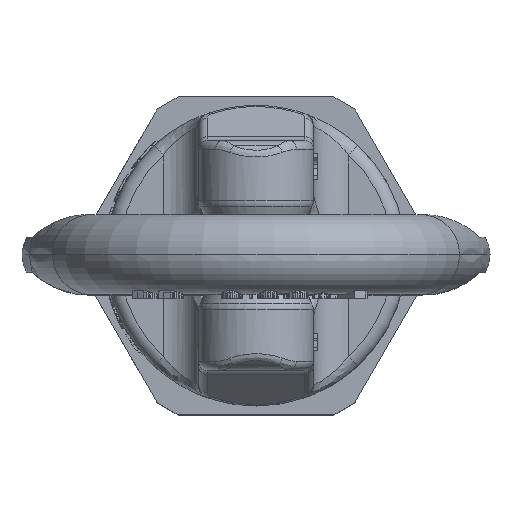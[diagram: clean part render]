
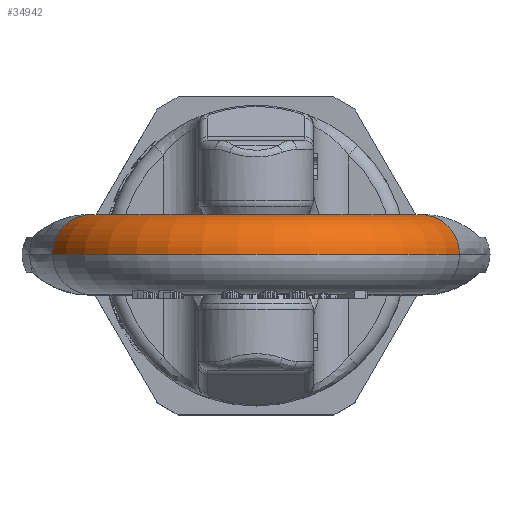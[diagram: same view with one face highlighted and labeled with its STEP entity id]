
A CAD part, top view. The second image highlights one B-rep face of the part: STEP entity #34942.
In plain terms, the highlighted toroidal (fillet/blend) face has major radius 19.5 mm and minor radius 4.5 mm.
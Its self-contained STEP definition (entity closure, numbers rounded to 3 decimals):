
#27835=CARTESIAN_POINT('',(-50.,0.,0.));
#27836=DIRECTION('',(0.,0.,1.));
#27837=DIRECTION('',(-0.28,0.96,0.));
#27838=AXIS2_PLACEMENT_3D('',#27835,#27836,#27837);
#29215=CARTESIAN_POINT('',(-55.46,-18.72,0.));
#29216=DIRECTION('',(0.96,-0.28,0.));
#29217=DIRECTION('',(-0.28,-0.96,0.));
#29218=AXIS2_PLACEMENT_3D('',#29215,#29216,#29217);
#29776=CARTESIAN_POINT('',(-55.46,18.72,0.));
#29777=DIRECTION('',(-0.96,-0.28,0.));
#29778=DIRECTION('',(-0.28,0.96,0.));
#29779=AXIS2_PLACEMENT_3D('',#29776,#29777,#29778);
#29781=CARTESIAN_POINT('',(-50.,0.,0.));
#29782=DIRECTION('',(0.,0.,1.));
#29783=DIRECTION('',(-0.28,0.96,0.));
#29784=AXIS2_PLACEMENT_3D('',#29781,#29782,#29783);
#33002=CARTESIAN_POINT('',(-54.2,14.4,0.));
#33003=CARTESIAN_POINT('',(-56.72,23.04,0.));
#33004=VERTEX_POINT('',#33002);
#33005=VERTEX_POINT('',#33003);
#33006=CARTESIAN_POINT('',(-54.2,-14.4,0.));
#33007=CARTESIAN_POINT('',(-56.72,-23.04,0.));
#33008=VERTEX_POINT('',#33006);
#33009=VERTEX_POINT('',#33007);
#34931=CARTESIAN_POINT('',(-50.,0.,0.));
#34932=DIRECTION('',(0.,0.,1.));
#34933=DIRECTION('',(0.28,-0.96,0.));
#34934=AXIS2_PLACEMENT_3D('',#34931,#34932,#34933);
#34935=TOROIDAL_SURFACE('',#34934,19.5,4.5);
#34936=ORIENTED_EDGE('',*,*,#34675,.F.);
#34937=ORIENTED_EDGE('',*,*,#34226,.T.);
#34938=ORIENTED_EDGE('',*,*,#34709,.T.);
#34939=ORIENTED_EDGE('',*,*,#34223,.F.);
#34940=EDGE_LOOP('',(#34936,#34937,#34938,#34939));
#34941=FACE_OUTER_BOUND('',#34940,.F.);
#34942=ADVANCED_FACE('',(#34941),#34935,.T.);
#27839=CIRCLE('',#27838,15.);
#29219=CIRCLE('',#29218,4.5);
#29780=CIRCLE('',#29779,4.5);
#29785=CIRCLE('',#29784,24.);
#34223=EDGE_CURVE('',#33004,#33008,#27839,.T.);
#34226=EDGE_CURVE('',#33005,#33009,#29785,.T.);
#34675=EDGE_CURVE('',#33005,#33004,#29780,.T.);
#34709=EDGE_CURVE('',#33009,#33008,#29219,.T.);
